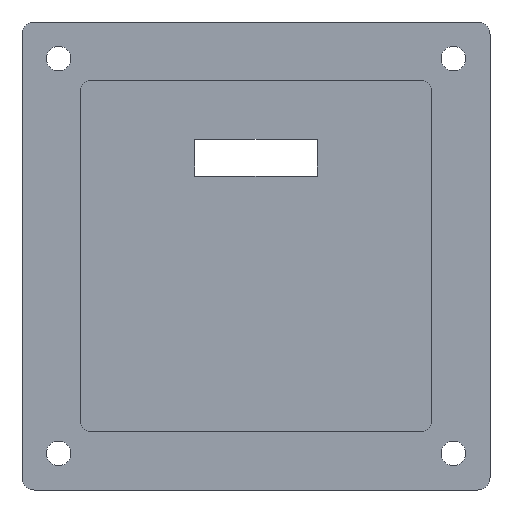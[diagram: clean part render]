
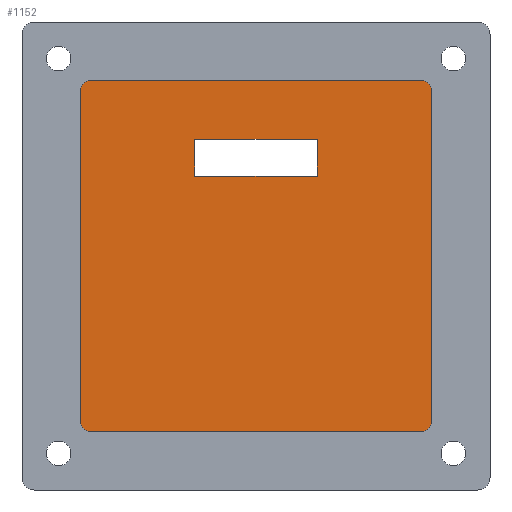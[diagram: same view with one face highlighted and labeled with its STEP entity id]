
A CAD part, front view. The second image highlights one B-rep face of the part: STEP entity #1152.
In plain terms, the highlighted planar face has unit normal (0, -1, 0).
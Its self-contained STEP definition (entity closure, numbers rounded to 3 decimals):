
#43=FACE_BOUND('',#295,.T.);
#68=CIRCLE('',#1218,2.);
#69=CIRCLE('',#1221,2.);
#70=CIRCLE('',#1224,2.);
#71=CIRCLE('',#1227,2.);
#136=PLANE('',#1295);
#205=FACE_OUTER_BOUND('',#294,.T.);
#294=EDGE_LOOP('',(#1048,#1049,#1050,#1051,#1052,#1053,#1054,#1055));
#295=EDGE_LOOP('',(#1056,#1057,#1058,#1059));
#309=LINE('',#1681,#405);
#312=LINE('',#1686,#408);
#357=LINE('',#1828,#453);
#360=LINE('',#1836,#456);
#363=LINE('',#1844,#459);
#365=LINE('',#1850,#461);
#383=LINE('',#1946,#479);
#384=LINE('',#1948,#480);
#405=VECTOR('',#1325,10.);
#408=VECTOR('',#1330,10.);
#453=VECTOR('',#1461,10.);
#456=VECTOR('',#1470,10.);
#459=VECTOR('',#1479,10.);
#461=VECTOR('',#1487,10.);
#479=VECTOR('',#1611,10.);
#480=VECTOR('',#1614,10.);
#500=VERTEX_POINT('',#1678);
#501=VERTEX_POINT('',#1680);
#502=VERTEX_POINT('',#1684);
#554=VERTEX_POINT('',#1820);
#555=VERTEX_POINT('',#1821);
#556=VERTEX_POINT('',#1826);
#557=VERTEX_POINT('',#1830);
#558=VERTEX_POINT('',#1831);
#559=VERTEX_POINT('',#1838);
#560=VERTEX_POINT('',#1842);
#561=VERTEX_POINT('',#1846);
#586=VERTEX_POINT('',#1944);
#605=EDGE_CURVE('',#501,#500,#309,.T.);
#608=EDGE_CURVE('',#500,#502,#312,.T.);
#674=EDGE_CURVE('',#554,#555,#68,.T.);
#678=EDGE_CURVE('',#554,#556,#357,.T.);
#679=EDGE_CURVE('',#557,#558,#69,.T.);
#682=EDGE_CURVE('',#557,#555,#360,.T.);
#683=EDGE_CURVE('',#559,#556,#70,.T.);
#686=EDGE_CURVE('',#559,#560,#363,.T.);
#687=EDGE_CURVE('',#561,#560,#71,.T.);
#689=EDGE_CURVE('',#561,#558,#365,.T.);
#735=EDGE_CURVE('',#502,#586,#383,.T.);
#736=EDGE_CURVE('',#586,#501,#384,.T.);
#1048=ORIENTED_EDGE('',*,*,#674,.F.);
#1049=ORIENTED_EDGE('',*,*,#678,.T.);
#1050=ORIENTED_EDGE('',*,*,#683,.F.);
#1051=ORIENTED_EDGE('',*,*,#686,.T.);
#1052=ORIENTED_EDGE('',*,*,#687,.F.);
#1053=ORIENTED_EDGE('',*,*,#689,.T.);
#1054=ORIENTED_EDGE('',*,*,#679,.F.);
#1055=ORIENTED_EDGE('',*,*,#682,.T.);
#1056=ORIENTED_EDGE('',*,*,#608,.T.);
#1057=ORIENTED_EDGE('',*,*,#735,.T.);
#1058=ORIENTED_EDGE('',*,*,#736,.T.);
#1059=ORIENTED_EDGE('',*,*,#605,.T.);
#1152=ADVANCED_FACE('',(#205,#43),#136,.F.);
#1218=AXIS2_PLACEMENT_3D('',#1822,#1454,#1455);
#1221=AXIS2_PLACEMENT_3D('',#1832,#1464,#1465);
#1224=AXIS2_PLACEMENT_3D('',#1839,#1473,#1474);
#1227=AXIS2_PLACEMENT_3D('',#1847,#1482,#1483);
#1295=AXIS2_PLACEMENT_3D('',#1977,#1650,#1651);
#1325=DIRECTION('',(-1.,0.,0.));
#1330=DIRECTION('',(0.,0.,1.));
#1454=DIRECTION('center_axis',(0.,1.,0.));
#1455=DIRECTION('ref_axis',(-0.707,0.,-0.707));
#1461=DIRECTION('',(1.,0.,0.));
#1464=DIRECTION('center_axis',(0.,1.,0.));
#1465=DIRECTION('ref_axis',(-0.707,0.,0.707));
#1470=DIRECTION('',(0.,0.,-1.));
#1473=DIRECTION('center_axis',(0.,1.,0.));
#1474=DIRECTION('ref_axis',(0.707,0.,-0.707));
#1479=DIRECTION('',(0.,0.,1.));
#1482=DIRECTION('center_axis',(0.,1.,0.));
#1483=DIRECTION('ref_axis',(0.707,0.,0.707));
#1487=DIRECTION('',(-1.,0.,0.));
#1611=DIRECTION('',(1.,0.,0.));
#1614=DIRECTION('',(0.,0.,-1.));
#1650=DIRECTION('center_axis',(0.,1.,0.));
#1651=DIRECTION('ref_axis',(1.,0.,0.));
#1678=CARTESIAN_POINT('',(28.1,0.,-25.111));
#1680=CARTESIAN_POINT('',(48.1,0.,-25.111));
#1681=CARTESIAN_POINT('',(33.1,0.,-25.111));
#1684=CARTESIAN_POINT('',(28.1,0.,-19.111));
#1686=CARTESIAN_POINT('',(28.1,0.,-28.606));
#1820=CARTESIAN_POINT('',(11.462,0.,-66.739));
#1821=CARTESIAN_POINT('',(9.462,0.,-64.739));
#1822=CARTESIAN_POINT('Origin',(11.462,0.,-64.739));
#1826=CARTESIAN_POINT('',(64.739,0.,-66.739));
#1828=CARTESIAN_POINT('',(19.05,0.,-66.739));
#1830=CARTESIAN_POINT('',(9.462,0.,-11.462));
#1831=CARTESIAN_POINT('',(11.462,0.,-9.462));
#1832=CARTESIAN_POINT('Origin',(11.462,0.,-11.462));
#1836=CARTESIAN_POINT('',(9.462,0.,-19.05));
#1838=CARTESIAN_POINT('',(66.739,0.,-64.739));
#1839=CARTESIAN_POINT('Origin',(64.739,0.,-64.739));
#1842=CARTESIAN_POINT('',(66.739,0.,-11.462));
#1844=CARTESIAN_POINT('',(66.739,0.,-57.15));
#1846=CARTESIAN_POINT('',(64.739,0.,-9.462));
#1847=CARTESIAN_POINT('Origin',(64.739,0.,-11.462));
#1850=CARTESIAN_POINT('',(57.15,0.,-9.462));
#1944=CARTESIAN_POINT('',(48.1,0.,-19.111));
#1946=CARTESIAN_POINT('',(43.1,0.,-19.111));
#1948=CARTESIAN_POINT('',(48.1,0.,-31.606));
#1977=CARTESIAN_POINT('Origin',(38.1,0.,-38.1));
